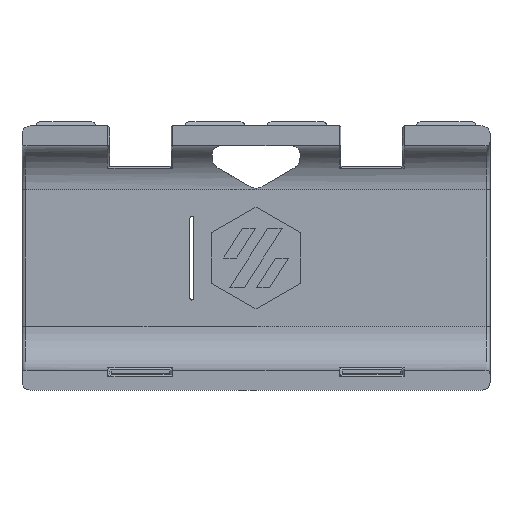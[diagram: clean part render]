
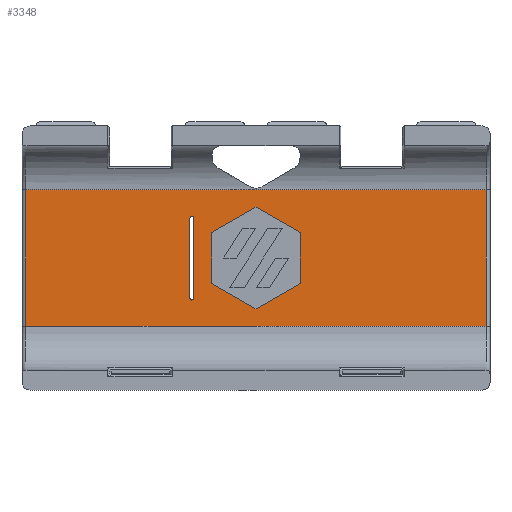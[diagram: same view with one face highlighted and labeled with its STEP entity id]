
A CAD part, front view. The second image highlights one B-rep face of the part: STEP entity #3348.
In plain terms, the highlighted planar face has unit normal (0, -1, 0).
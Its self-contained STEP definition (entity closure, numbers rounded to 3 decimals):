
#165=LINE('',#5148,#532);
#169=LINE('',#5157,#536);
#207=LINE('',#5236,#574);
#211=LINE('',#5244,#578);
#214=LINE('',#5250,#581);
#217=LINE('',#5256,#584);
#220=LINE('',#5262,#587);
#223=LINE('',#5267,#590);
#225=LINE('',#5273,#592);
#226=LINE('',#5275,#593);
#227=LINE('',#5277,#594);
#228=LINE('',#5278,#595);
#532=VECTOR('',#4114,10.);
#536=VECTOR('',#4124,10.);
#574=VECTOR('',#4192,10.);
#578=VECTOR('',#4198,10.);
#581=VECTOR('',#4203,10.);
#584=VECTOR('',#4208,10.);
#587=VECTOR('',#4213,10.);
#590=VECTOR('',#4218,10.);
#592=VECTOR('',#4224,10.);
#593=VECTOR('',#4225,10.);
#594=VECTOR('',#4226,10.);
#595=VECTOR('',#4227,10.);
#846=FACE_BOUND('',#1140,.T.);
#847=FACE_BOUND('',#1141,.T.);
#928=FACE_OUTER_BOUND('',#1139,.T.);
#1139=EDGE_LOOP('',(#2502,#2503,#2504,#2505));
#1140=EDGE_LOOP('',(#2506,#2507,#2508,#2509));
#1141=EDGE_LOOP('',(#2510,#2511,#2512,#2513,#2514,#2515));
#1313=CIRCLE('',#3601,0.5);
#1314=CIRCLE('',#3604,0.5);
#1465=VERTEX_POINT('',#5146);
#1466=VERTEX_POINT('',#5147);
#1467=VERTEX_POINT('',#5152);
#1468=VERTEX_POINT('',#5156);
#1493=VERTEX_POINT('',#5234);
#1494=VERTEX_POINT('',#5235);
#1497=VERTEX_POINT('',#5243);
#1499=VERTEX_POINT('',#5249);
#1501=VERTEX_POINT('',#5255);
#1503=VERTEX_POINT('',#5261);
#1505=VERTEX_POINT('',#5271);
#1506=VERTEX_POINT('',#5272);
#1507=VERTEX_POINT('',#5274);
#1508=VERTEX_POINT('',#5276);
#1806=EDGE_CURVE('',#1465,#1466,#165,.T.);
#1809=EDGE_CURVE('',#1467,#1465,#1313,.T.);
#1811=EDGE_CURVE('',#1468,#1467,#169,.T.);
#1813=EDGE_CURVE('',#1466,#1468,#1314,.T.);
#1850=EDGE_CURVE('',#1493,#1494,#207,.T.);
#1854=EDGE_CURVE('',#1497,#1493,#211,.T.);
#1857=EDGE_CURVE('',#1499,#1497,#214,.T.);
#1860=EDGE_CURVE('',#1501,#1499,#217,.T.);
#1863=EDGE_CURVE('',#1503,#1501,#220,.T.);
#1866=EDGE_CURVE('',#1494,#1503,#223,.T.);
#1868=EDGE_CURVE('',#1505,#1506,#225,.T.);
#1869=EDGE_CURVE('',#1505,#1507,#226,.T.);
#1870=EDGE_CURVE('',#1508,#1507,#227,.T.);
#1871=EDGE_CURVE('',#1506,#1508,#228,.T.);
#2502=ORIENTED_EDGE('',*,*,#1868,.F.);
#2503=ORIENTED_EDGE('',*,*,#1869,.T.);
#2504=ORIENTED_EDGE('',*,*,#1870,.F.);
#2505=ORIENTED_EDGE('',*,*,#1871,.F.);
#2506=ORIENTED_EDGE('',*,*,#1806,.T.);
#2507=ORIENTED_EDGE('',*,*,#1813,.T.);
#2508=ORIENTED_EDGE('',*,*,#1811,.T.);
#2509=ORIENTED_EDGE('',*,*,#1809,.T.);
#2510=ORIENTED_EDGE('',*,*,#1850,.T.);
#2511=ORIENTED_EDGE('',*,*,#1866,.T.);
#2512=ORIENTED_EDGE('',*,*,#1863,.T.);
#2513=ORIENTED_EDGE('',*,*,#1860,.T.);
#2514=ORIENTED_EDGE('',*,*,#1857,.T.);
#2515=ORIENTED_EDGE('',*,*,#1854,.T.);
#3174=PLANE('',#3624);
#3348=ADVANCED_FACE('',(#928,#846,#847),#3174,.T.);
#3601=AXIS2_PLACEMENT_3D('',#5153,#4119,#4120);
#3604=AXIS2_PLACEMENT_3D('',#5160,#4128,#4129);
#3624=AXIS2_PLACEMENT_3D('',#5270,#4222,#4223);
#4114=DIRECTION('',(0.,0.,-1.));
#4119=DIRECTION('center_axis',(0.,1.,0.));
#4120=DIRECTION('ref_axis',(1.,0.,0.));
#4124=DIRECTION('',(0.,0.,1.));
#4128=DIRECTION('center_axis',(0.,1.,0.));
#4129=DIRECTION('ref_axis',(-1.,0.,0.));
#4192=DIRECTION('',(0.866,0.,0.5));
#4198=DIRECTION('',(0.,0.,1.));
#4203=DIRECTION('',(-0.866,0.,0.5));
#4208=DIRECTION('',(-0.866,0.,-0.5));
#4213=DIRECTION('',(0.,0.,-1.));
#4218=DIRECTION('',(0.866,0.,-0.5));
#4222=DIRECTION('center_axis',(0.,-1.,0.));
#4223=DIRECTION('ref_axis',(0.,0.,1.));
#4224=DIRECTION('',(0.,0.,-1.));
#4225=DIRECTION('',(-1.,0.,0.));
#4226=DIRECTION('',(0.,0.,1.));
#4227=DIRECTION('',(-1.,0.,0.));
#5146=CARTESIAN_POINT('',(111.5,-25.,-81.096));
#5147=CARTESIAN_POINT('',(111.5,-25.,-101.096));
#5148=CARTESIAN_POINT('',(111.5,-25.,-94.596));
#5152=CARTESIAN_POINT('',(110.5,-25.,-81.096));
#5153=CARTESIAN_POINT('Origin',(111.,-25.,-81.096));
#5156=CARTESIAN_POINT('',(110.5,-25.,-101.096));
#5157=CARTESIAN_POINT('',(110.5,-25.,-104.596));
#5160=CARTESIAN_POINT('Origin',(111.,-25.,-101.096));
#5234=CARTESIAN_POINT('',(116.,-25.,-84.745));
#5235=CARTESIAN_POINT('',(127.,-25.,-78.394));
#5236=CARTESIAN_POINT('',(137.007,-25.,-72.617));
#5243=CARTESIAN_POINT('',(116.,-25.,-97.447));
#5244=CARTESIAN_POINT('',(116.,-25.,-102.772));
#5249=CARTESIAN_POINT('',(127.,-25.,-103.798));
#5250=CARTESIAN_POINT('',(149.868,-25.,-117.001));
#5255=CARTESIAN_POINT('',(138.,-25.,-97.447));
#5256=CARTESIAN_POINT('',(153.507,-25.,-88.494));
#5261=CARTESIAN_POINT('',(138.,-25.,-84.745));
#5262=CARTESIAN_POINT('',(138.,-25.,-96.421));
#5267=CARTESIAN_POINT('',(155.368,-25.,-94.773));
#5270=CARTESIAN_POINT('Origin',(185.5,-25.,-108.096));
#5271=CARTESIAN_POINT('',(184.5,-25.,-74.096));
#5272=CARTESIAN_POINT('',(184.5,-25.,-108.096));
#5273=CARTESIAN_POINT('',(184.5,-25.,-99.596));
#5274=CARTESIAN_POINT('',(69.5,-25.,-74.096));
#5275=CARTESIAN_POINT('',(185.5,-25.,-74.096));
#5276=CARTESIAN_POINT('',(69.5,-25.,-108.096));
#5277=CARTESIAN_POINT('',(69.5,-25.,-99.596));
#5278=CARTESIAN_POINT('',(185.5,-25.,-108.096));
